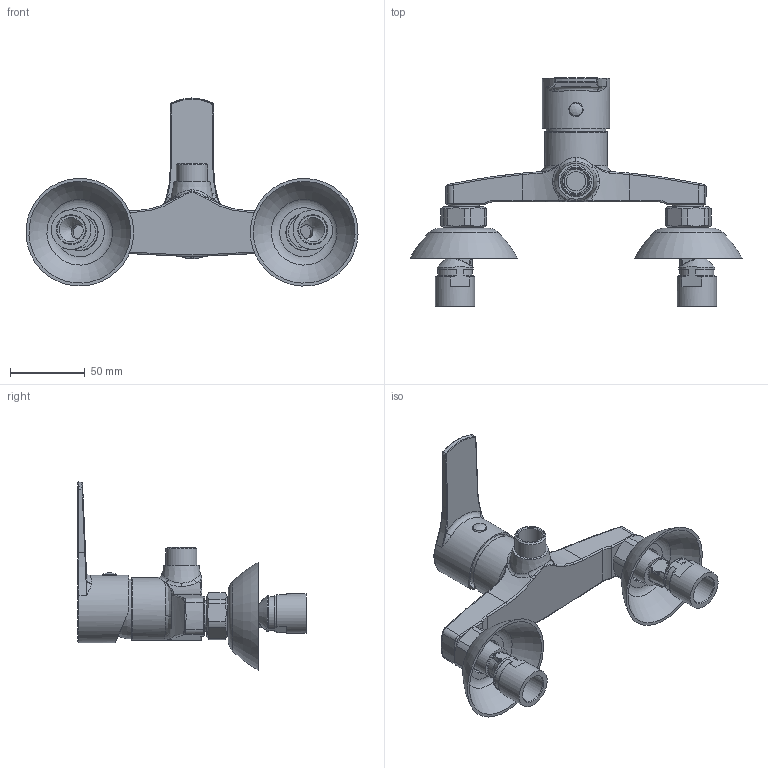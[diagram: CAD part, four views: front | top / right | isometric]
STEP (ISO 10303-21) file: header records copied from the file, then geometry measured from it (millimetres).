
FILE_DESCRIPTION (( 'STEP AP203' ), '1' );
FILE_NAME ('18-P61501.STEP', '2020-12-18T11:40:40', ( '' ), ( '' ), 'SwSTEP 2.0', 'SolidWorks 2018', '' );
FILE_SCHEMA (( 'CONFIG_CONTROL_DESIGN' ));
Products named in the file (1): 18-P61501
Bounding box: 221.89 x 152.4 x 125.7 mm (x, y, z)
Volume: 119546.8 mm3; surface area: 105418.1 mm2
Topology: 12 solids, 12 shells, 701 faces, 1722 edges, 1049 vertices
Faces by surface type: cylinder 229, bspline 200, plane 190, cone 36, torus 29, sphere 17
Full cylindrical faces by diameter (mm): 6.8 x2, 9 x2, 9.5 x1, 13 x1, 16 x3, 16.5 x2, 18 x2, 19 x2, 19.5 x2, 20.5 x2, 20.8 x1, 20.95 x2, 21 x2, 24 x2, 24.5 x12, 26.44 x2, 31 x1, 35.3 x1, 35.8 x3, 37 x1, 38.4 x2, 41 x1, 42 x1, 45 x1
Entity records: 36080 total; most frequent: CARTESIAN_POINT 22318, ORIENTED_EDGE 3104, DIRECTION 2320, EDGE_CURVE 1552, VERTEX_POINT 990, AXIS2_PLACEMENT_3D 923, EDGE_LOOP 822, FACE_OUTER_BOUND 746
